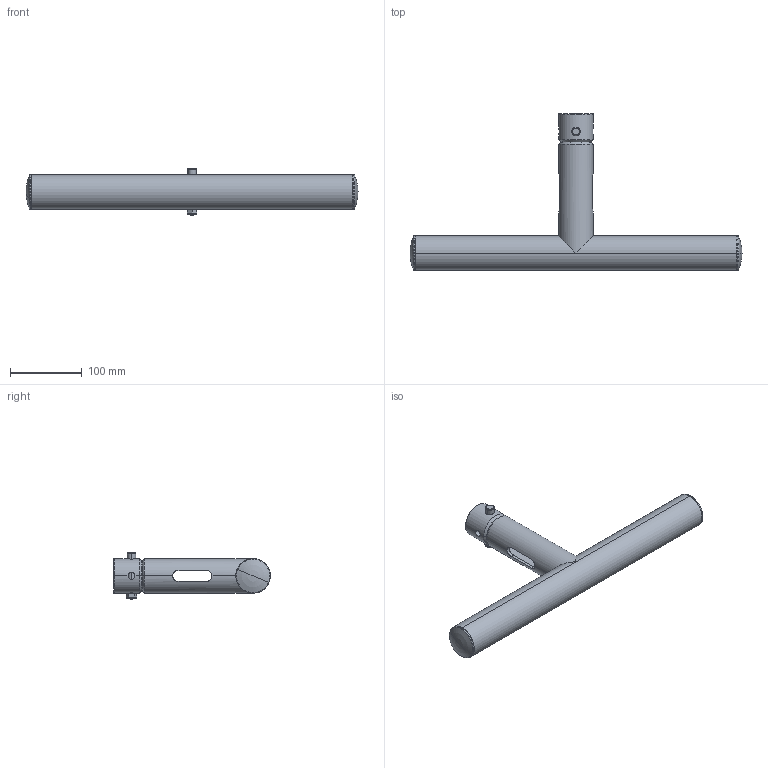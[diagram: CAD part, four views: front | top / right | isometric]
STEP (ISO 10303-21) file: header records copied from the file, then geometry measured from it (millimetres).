
FILE_DESCRIPTION (( 'STEP AP203' ), '1' );
FILE_NAME ('T45760.STEP', '2018-07-30T08:54:43', ( '' ), ( '' ), 'SwSTEP 2.0', 'SolidWorks 2016', '' );
FILE_SCHEMA (( 'CONFIG_CONTROL_DESIGN' ));
Length unit declared in the file: millimetre
Products named in the file (9): TH3116; T45760; T13300_T13300; TH3112; TH3114_TH3114; T45756; TH3135; SW3dPS-nyloc nut, st stl a2 iso_M8 NYLOC; 48 x 450 LG ALUMINIUM BARREL_T24000
Assembly tree (9 placements, depth 3):
  T45760
    TH3114_TH3114
      48 x 450 LG ALUMINIUM BARREL_T24000
      TH3112
      TH3116
    T13300_T13300  x2
    T45756
      TH3135
      SW3dPS-nyloc nut, st stl a2 iso_M8 NYLOC
Bounding box: 464 x 219.15 x 66 mm (x, y, z)
Volume: 418043.5 mm3; surface area: 200114 mm2
Topology: 7 solids, 7 shells, 158 faces, 352 edges, 214 vertices
Faces by surface type: cylinder 51, cone 46, plane 39, torus 22
Entity records: 5703 total; most frequent: CARTESIAN_POINT 1867, DIRECTION 636, ORIENTED_EDGE 572, EDGE_CURVE 286, AXIS2_PLACEMENT_3D 272, VERTEX_POINT 175, EDGE_LOOP 149, CIRCLE 132
